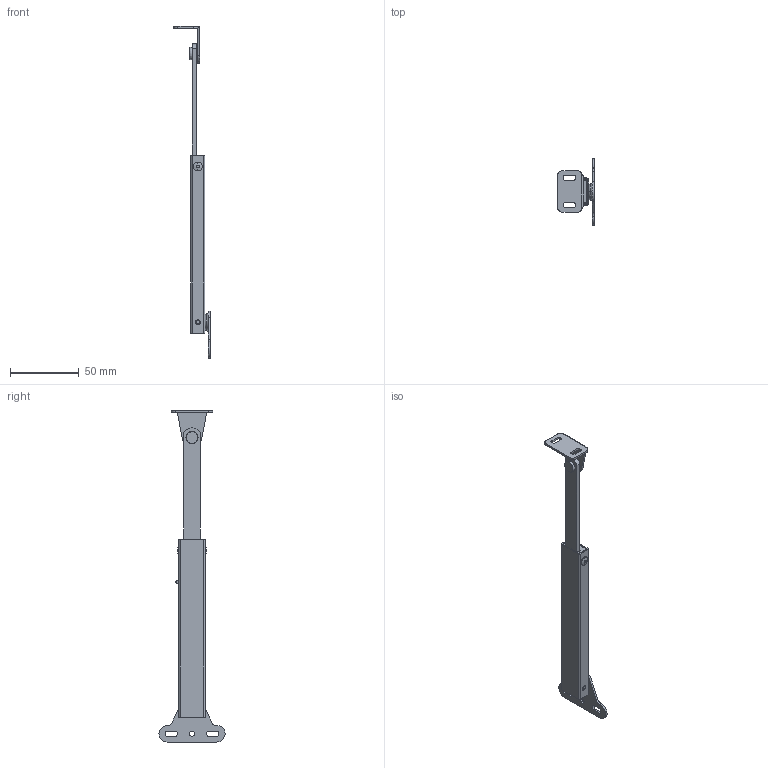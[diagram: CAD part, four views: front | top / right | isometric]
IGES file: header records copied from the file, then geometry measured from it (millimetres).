
Start section: ------------------------------------------------------------------------
Global section: file name: PC008.8852.TM_209_1_26186.igs; native system: spGate; preprocessor: ver19.8.4 (****-****-****-****); author: Unknown; organization: Unknown; date: 240520.092423; units: millimetre
Bounding box: 26.5 x 47.99 x 241 mm (x, y, z)
Volume: 16570.8 mm3; surface area: 24863.7 mm2
Topology: 11 solids, 11 shells, 214 faces, 528 edges, 346 vertices
Faces by surface type: bspline 214
